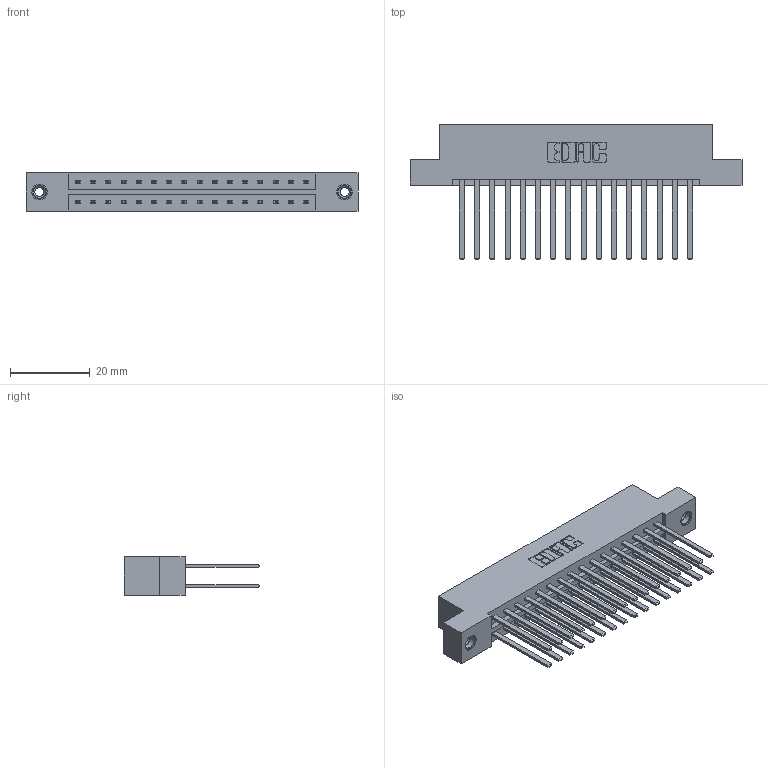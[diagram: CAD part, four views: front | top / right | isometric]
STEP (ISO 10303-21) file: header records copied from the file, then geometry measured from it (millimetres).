
FILE_DESCRIPTION (( 'STEP AP203' ), '1' );
FILE_NAME ('379-032-544-208.STEP', '2020-09-30T17:21:34', ( '' ), ( '' ), 'SwSTEP 2.0', 'SolidWorks 2020', '' );
FILE_SCHEMA (( 'CONFIG_CONTROL_DESIGN' ));
Length unit declared in the file: inch
Products named in the file (4): 345-250-001_345-250-003-102; 379 Part_Flush - .156 Dia - TI; 379-032-544-208; 345-292-001_345-293-144
Assembly tree (35 placements, depth 2):
  379-032-544-208
    379 Part_Flush - .156 Dia - TI
    345-292-001_345-293-144  x32
    345-250-001_345-250-003-102  x2
Bounding box: 83.19 x 33.96 x 9.53 mm (x, y, z)
Volume: 8977 mm3; surface area: 11336.3 mm2
Topology: 35 solids, 35 shells, 1646 faces, 4831 edges, 3170 vertices
Faces by surface type: plane 1126, cylinder 504, cone 12, torus 4
Entity records: 14658 total; most frequent: CARTESIAN_POINT 2441, ORIENTED_EDGE 2370, DIRECTION 2159, EDGE_CURVE 1185, LINE 1041, VECTOR 1041, VERTEX_POINT 784, AXIS2_PLACEMENT_3D 559
